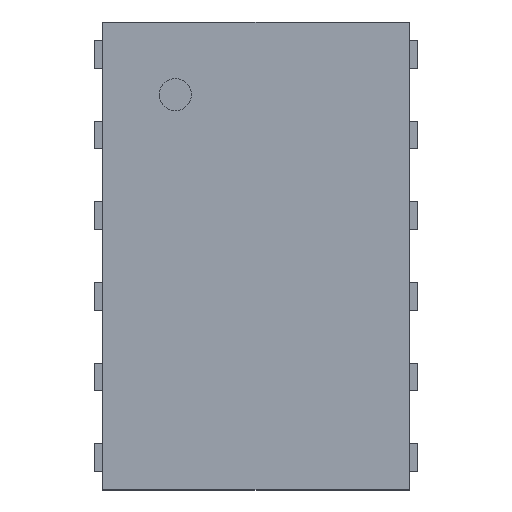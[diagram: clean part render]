
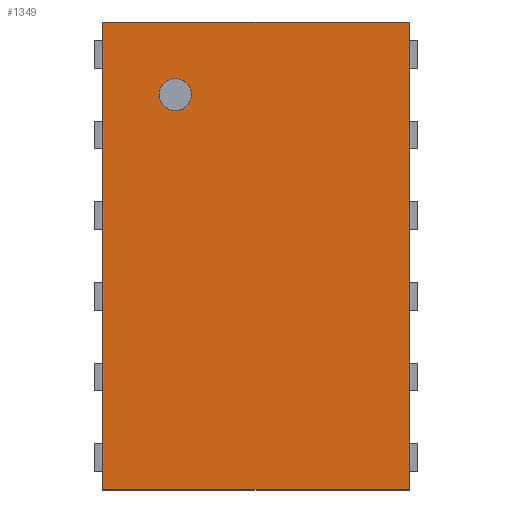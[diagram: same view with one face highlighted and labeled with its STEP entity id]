
A CAD part, top view. The second image highlights one B-rep face of the part: STEP entity #1349.
In plain terms, the highlighted planar face has unit normal (0, 0, 1).
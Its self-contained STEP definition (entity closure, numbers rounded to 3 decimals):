
#13=DIRECTION('',(0.,0.,1.));
#149=VECTOR('',#150,1.);
#150=DIRECTION('',(0.,-1.,0.));
#157=VECTOR('',#158,1.);
#158=DIRECTION('',(1.,0.,0.));
#430=VERTEX_POINT('',#431);
#431=CARTESIAN_POINT('',(0.95,1.45,0.6));
#434=EDGE_CURVE('',#430,#435,#437,.T.);
#435=VERTEX_POINT('',#436);
#436=CARTESIAN_POINT('',(0.95,-1.45,0.6));
#437=LINE('',#431,#149);
#540=VERTEX_POINT('',#541);
#541=CARTESIAN_POINT('',(-0.95,1.45,0.6));
#544=ORIENTED_EDGE('',*,*,#545,.F.);
#545=EDGE_CURVE('',#540,#430,#546,.T.);
#546=LINE('',#541,#157);
#554=ORIENTED_EDGE('',*,*,#555,.T.);
#555=EDGE_CURVE('',#540,#556,#558,.T.);
#556=VERTEX_POINT('',#557);
#557=CARTESIAN_POINT('',(-0.95,-1.45,0.6));
#558=LINE('',#541,#149);
#1345=EDGE_CURVE('',#556,#435,#1346,.T.);
#1346=LINE('',#557,#157);
#1349=ADVANCED_FACE('',(#1350,#1354),#1364,.T.);
#1350=FACE_BOUND('',#1351,.T.);
#1351=EDGE_LOOP('',(#544,#554,#1352,#1353));
#1352=ORIENTED_EDGE('',*,*,#1345,.T.);
#1353=ORIENTED_EDGE('',*,*,#434,.F.);
#1354=FACE_BOUND('',#1355,.T.);
#1355=EDGE_LOOP('',(#1356));
#1356=ORIENTED_EDGE('',*,*,#1357,.T.);
#1357=EDGE_CURVE('',#1358,#1358,#1360,.T.);
#1358=VERTEX_POINT('',#1359);
#1359=CARTESIAN_POINT('',(-0.5,0.9,0.6));
#1360=CIRCLE('',#1361,0.1);
#1361=AXIS2_PLACEMENT_3D('',#1362,#1363,#150);
#1362=CARTESIAN_POINT('',(-0.5,1.,0.6));
#1363=DIRECTION('',(0.,0.,-1.));
#1364=PLANE('',#1365);
#1365=AXIS2_PLACEMENT_3D('',#541,#13,#150);
